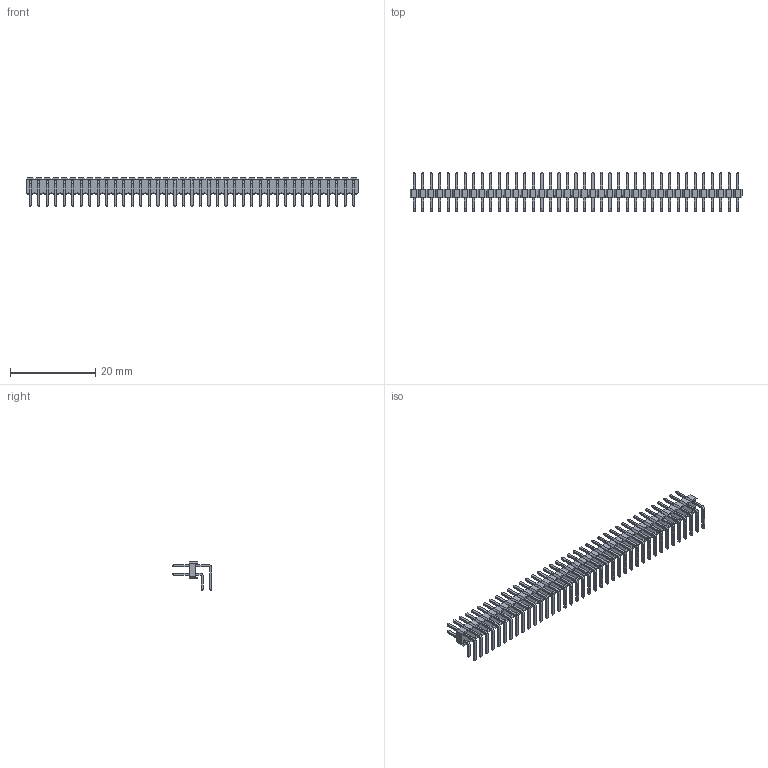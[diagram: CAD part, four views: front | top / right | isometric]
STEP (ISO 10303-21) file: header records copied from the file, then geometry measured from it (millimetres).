
FILE_DESCRIPTION(('STEP AP214'), '1');
FILE_NAME('PLD2-R1', '', ('UNSPECIFIED'), ('UNSPECIFIED'), 'ASCON STEP Converter 1.6', 'ASCON Math Kernel', '');
FILE_SCHEMA(('AUTOMOTIVE_DESIGN { 1 0 10303 214 3 1 1}'));
Length unit declared in the file: millimetre
Bounding box: 78 x 9.3 x 6.8 mm (x, y, z)
Volume: 682.7 mm3; surface area: 2749.4 mm2
Topology: 1 solids, 1 shells, 2268 faces, 5592 edges, 3520 vertices
Faces by surface type: plane 2112, cylinder 156
Entity records: 83220 total; most frequent: CARTESIAN_POINT 11381, ORIENTED_EDGE 11184, DIRECTION 10442, EDGE_CURVE 5592, LINE 5280, VECTOR 5280, VERTEX_POINT 3520, AXIS2_PLACEMENT_3D 2581
